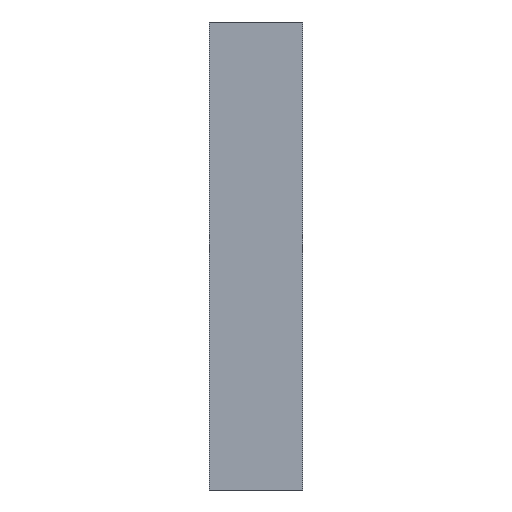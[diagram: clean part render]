
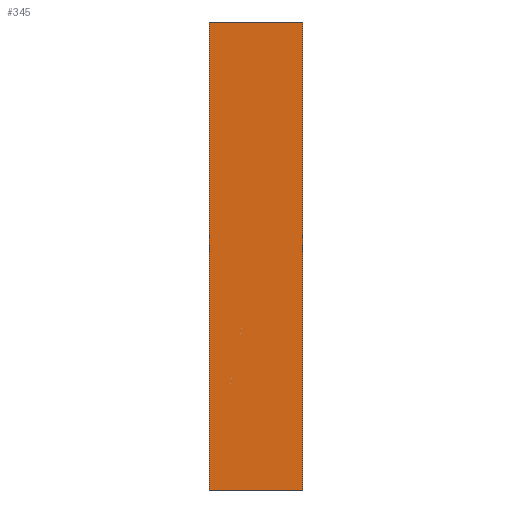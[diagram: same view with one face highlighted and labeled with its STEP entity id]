
A CAD part, front view. The second image highlights one B-rep face of the part: STEP entity #345.
In plain terms, the highlighted planar face has unit normal (0, -1, 0).
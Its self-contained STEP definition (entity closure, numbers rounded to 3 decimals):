
#23=PLANE('',#385);
#41=FACE_OUTER_BOUND('',#59,.T.);
#59=EDGE_LOOP('',(#293,#294,#295,#296));
#74=LINE('',#513,#114);
#87=LINE('',#547,#127);
#97=LINE('',#568,#137);
#98=LINE('',#570,#138);
#114=VECTOR('',#414,10.);
#127=VECTOR('',#443,10.);
#137=VECTOR('',#465,10.);
#138=VECTOR('',#468,10.);
#163=VERTEX_POINT('',#510);
#164=VERTEX_POINT('',#512);
#177=VERTEX_POINT('',#546);
#182=VERTEX_POINT('',#566);
#197=EDGE_CURVE('',#163,#164,#74,.T.);
#214=EDGE_CURVE('',#164,#177,#87,.T.);
#225=EDGE_CURVE('',#163,#182,#97,.T.);
#226=EDGE_CURVE('',#177,#182,#98,.T.);
#293=ORIENTED_EDGE('',*,*,#197,.F.);
#294=ORIENTED_EDGE('',*,*,#225,.T.);
#295=ORIENTED_EDGE('',*,*,#226,.F.);
#296=ORIENTED_EDGE('',*,*,#214,.F.);
#345=ADVANCED_FACE('',(#41),#23,.T.);
#385=AXIS2_PLACEMENT_3D('',#569,#466,#467);
#414=DIRECTION('',(-1.,0.,0.));
#443=DIRECTION('',(0.,0.,1.));
#465=DIRECTION('',(0.,0.,1.));
#466=DIRECTION('center_axis',(0.,-1.,0.));
#467=DIRECTION('ref_axis',(1.,0.,0.));
#468=DIRECTION('',(1.,0.,0.));
#510=CARTESIAN_POINT('',(25.,0.,0.));
#512=CARTESIAN_POINT('',(-25.,0.,0.));
#513=CARTESIAN_POINT('',(0.,0.,0.));
#546=CARTESIAN_POINT('',(-25.,0.,250.));
#547=CARTESIAN_POINT('',(-25.,0.,0.));
#566=CARTESIAN_POINT('',(25.,0.,250.));
#568=CARTESIAN_POINT('',(25.,0.,0.));
#569=CARTESIAN_POINT('Origin',(-25.,0.,0.));
#570=CARTESIAN_POINT('',(0.,0.,250.));
